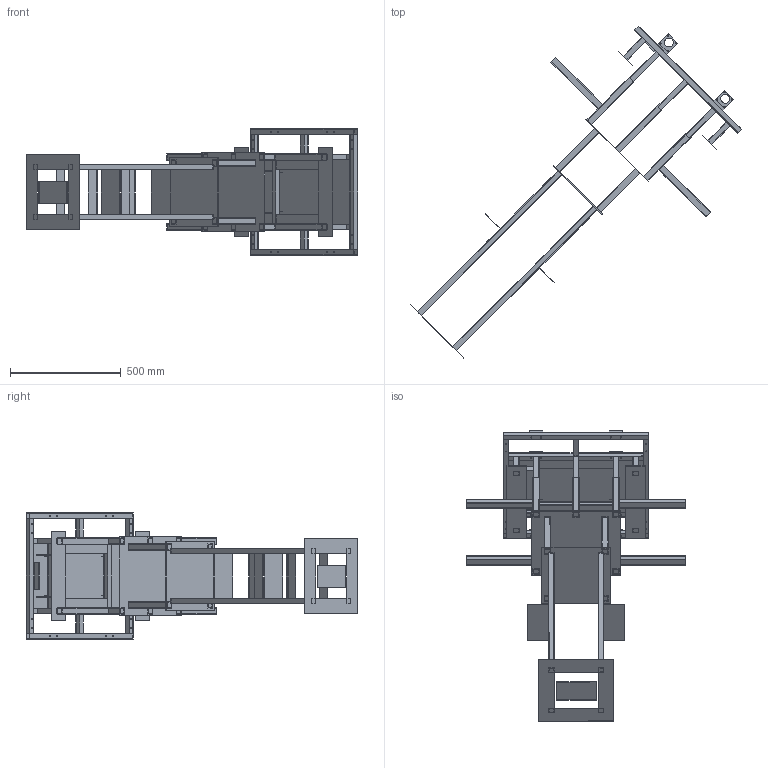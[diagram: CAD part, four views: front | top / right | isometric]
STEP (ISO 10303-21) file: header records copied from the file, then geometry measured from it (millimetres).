
FILE_DESCRIPTION (( 'STEP AP214' ), '1' );
FILE_NAME ('搬運車車架V4.STEP', '2022-03-23T10:01:18', ( '' ), ( '' ), 'SwSTEP 2.0', 'SolidWorks 2020', '' );
FILE_SCHEMA (( 'AUTOMOTIVE_DESIGN' ));
Length unit declared in the file: millimetre
Products named in the file (18): .STEP; ___@_h___O.STEP; ___F_@.STEP; 120__.STEP; LI_q___[.STEP; 660___].STEP; 520___].STEP; 440__.STEP; ___F_q__.STEP; _____h___x.STEP; 搬運車車架V4; 610___].STEP; _q____.STEP; ___@_h_P___[.STEP; ___T_h.STEP; _q____L___K.STEP; 290___].STEP; 90__.STEP
Assembly tree (42 placements, depth 2):
  搬運車車架V4
    520___].STEP  x2
    660___].STEP  x2
    610___].STEP  x2
    290___].STEP  x2
    90__.STEP  x2
    ___F_@.STEP  x4
    _q____.STEP
    _q____L___K.STEP  x2
    LI_q___[.STEP
    440__.STEP  x6
    .STEP
    ___@_h___O.STEP
    120__.STEP  x4
    ___@_h_P___[.STEP  x2
    ___T_h.STEP
    _____h___x.STEP
    ___F_q__.STEP  x8
Bounding box: 1499.4 x 1500.85 x 570 mm (x, y, z)
Volume: 4099612.4 mm3; surface area: 4704142 mm2
Topology: 42 solids, 46 shells, 777 faces, 1972 edges, 1308 vertices
Faces by surface type: plane 609, cylinder 168
Entity records: 15072 total; most frequent: CARTESIAN_POINT 2492, ORIENTED_EDGE 2384, DIRECTION 2340, EDGE_CURVE 1192, VECTOR 1068, LINE 1068, VERTEX_POINT 788, AXIS2_PLACEMENT_3D 636
